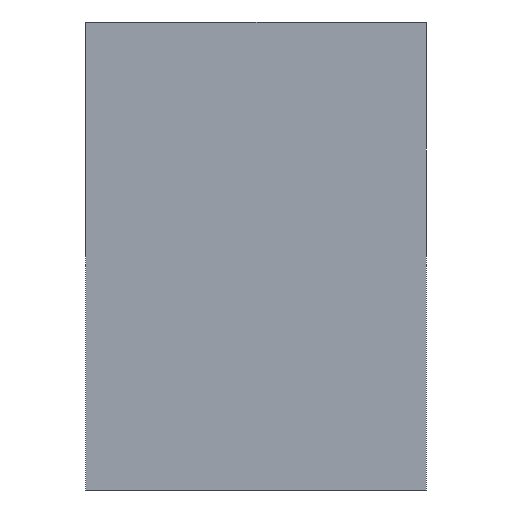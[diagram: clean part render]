
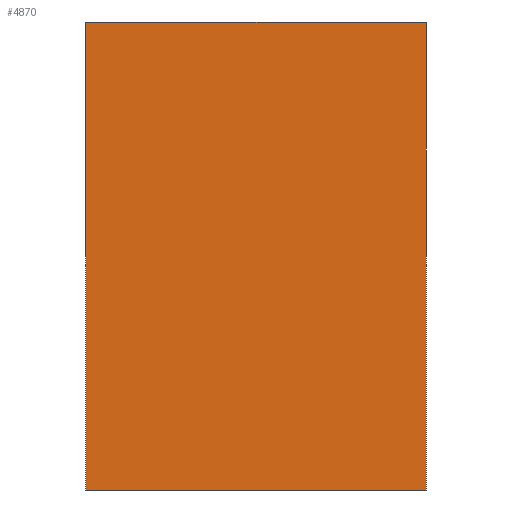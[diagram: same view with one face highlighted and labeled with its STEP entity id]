
A CAD part, left-side view. The second image highlights one B-rep face of the part: STEP entity #4870.
In plain terms, the highlighted planar face has unit normal (-1, 0.018, 0).
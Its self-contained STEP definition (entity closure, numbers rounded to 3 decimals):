
#280 = AXIS2_PLACEMENT_3D ( 'NONE', #1027, #1733, #6902 ) ;
#369 = VERTEX_POINT ( 'NONE', #6510 ) ;
#673 = DIRECTION ( 'NONE',  ( -0.017, -1., 0. ) ) ;
#784 = VECTOR ( 'NONE', #6446, 1000. ) ;
#832 = CARTESIAN_POINT ( 'NONE',  ( -11.05, 10.9, -7.5 ) ) ;
#1027 = CARTESIAN_POINT ( 'NONE',  ( -11.05, 10.9, -7.5 ) ) ;
#1194 = CARTESIAN_POINT ( 'NONE',  ( -11.05, 10.9, 7.5 ) ) ;
#1544 = EDGE_CURVE ( 'NONE', #4864, #369, #2702, .T. ) ;
#1733 = DIRECTION ( 'NONE',  ( -1., 0.017, 0. ) ) ;
#2170 = EDGE_CURVE ( 'NONE', #369, #6576, #4687, .T. ) ;
#2379 = CARTESIAN_POINT ( 'NONE',  ( -11.05, 10.9, -7.5 ) ) ;
#2395 = EDGE_CURVE ( 'NONE', #2489, #6576, #9393, .T. ) ;
#2489 = VERTEX_POINT ( 'NONE', #5717 ) ;
#2521 = EDGE_CURVE ( 'NONE', #4864, #2489, #7014, .T. ) ;
#2702 = LINE ( 'NONE', #832, #784 ) ;
#2800 = ORIENTED_EDGE ( 'NONE', *, *, #2521, .F. ) ;
#2979 = ORIENTED_EDGE ( 'NONE', *, *, #2395, .F. ) ;
#3872 = CARTESIAN_POINT ( 'NONE',  ( -11.05, 10.9, -7.5 ) ) ;
#4088 = ORIENTED_EDGE ( 'NONE', *, *, #1544, .T. ) ;
#4687 = LINE ( 'NONE', #7851, #8396 ) ;
#4864 = VERTEX_POINT ( 'NONE', #3872 ) ;
#4870 = ADVANCED_FACE ( 'NONE', ( #5251 ), #5414, .T. ) ;
#5251 = FACE_OUTER_BOUND ( 'NONE', #9285, .T. ) ;
#5414 = PLANE ( 'NONE',  #280 ) ;
#5503 = VECTOR ( 'NONE', #673, 1000. ) ;
#5717 = CARTESIAN_POINT ( 'NONE',  ( -11.05, 10.9, 7.5 ) ) ;
#5899 = DIRECTION ( 'NONE',  ( 0., 0., 1. ) ) ;
#6446 = DIRECTION ( 'NONE',  ( -0.017, -1., 0. ) ) ;
#6510 = CARTESIAN_POINT ( 'NONE',  ( -11.24, 0., -7.5 ) ) ;
#6576 = VERTEX_POINT ( 'NONE', #8765 ) ;
#6902 = DIRECTION ( 'NONE',  ( -0.017, -1., 0. ) ) ;
#7014 = LINE ( 'NONE', #2379, #8743 ) ;
#7819 = DIRECTION ( 'NONE',  ( 0., 0., 1. ) ) ;
#7851 = CARTESIAN_POINT ( 'NONE',  ( -11.24, 0., -7.5 ) ) ;
#8161 = ORIENTED_EDGE ( 'NONE', *, *, #2170, .T. ) ;
#8396 = VECTOR ( 'NONE', #7819, 1000. ) ;
#8743 = VECTOR ( 'NONE', #5899, 1000. ) ;
#8765 = CARTESIAN_POINT ( 'NONE',  ( -11.24, 0., 7.5 ) ) ;
#9285 = EDGE_LOOP ( 'NONE', ( #8161, #2979, #2800, #4088 ) ) ;
#9393 = LINE ( 'NONE', #1194, #5503 ) ;
